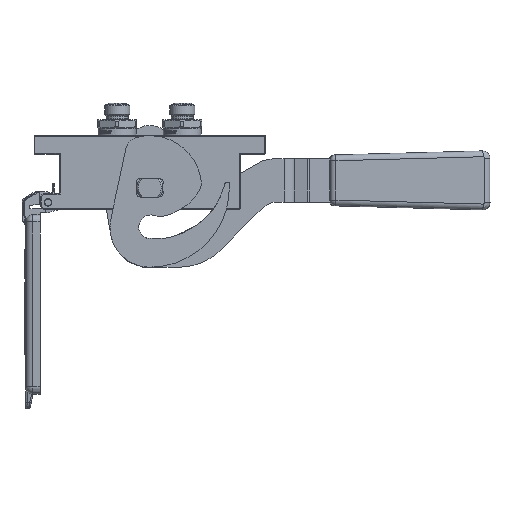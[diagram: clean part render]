
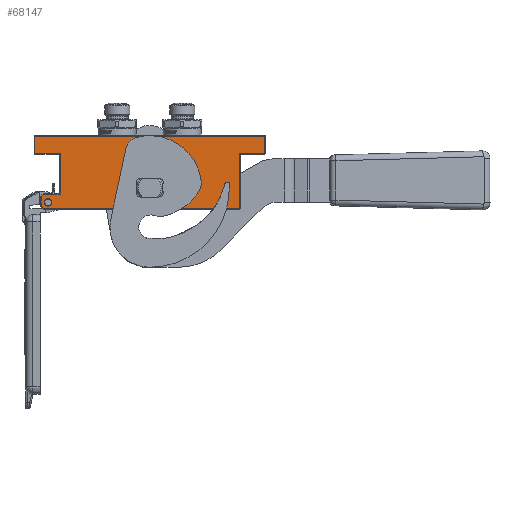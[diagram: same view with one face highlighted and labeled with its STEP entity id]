
A CAD part, front view. The second image highlights one B-rep face of the part: STEP entity #68147.
In plain terms, the highlighted planar face has unit normal (0, -1, 0).
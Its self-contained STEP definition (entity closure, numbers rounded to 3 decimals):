
#156 = LINE ( 'NONE', #56816, #85085 ) ;
#1194 = EDGE_CURVE ( 'NONE', #77250, #72684, #48853, .T. ) ;
#2192 = CARTESIAN_POINT ( 'NONE',  ( -75., 0., -42.207 ) ) ;
#4486 = VERTEX_POINT ( 'NONE', #2192 ) ;
#4683 = EDGE_LOOP ( 'NONE', ( #52942, #59127, #53647, #26322, #70956, #34528, #27649, #53022, #37790, #26329, #42671, #33261 ) ) ;
#5440 = EDGE_LOOP ( 'NONE', ( #64559, #16908 ) ) ;
#5690 = DIRECTION ( 'NONE',  ( 0., -1., 0. ) ) ;
#7109 = LINE ( 'NONE', #92003, #34835 ) ;
#7288 = DIRECTION ( 'NONE',  ( -1., 0., 0. ) ) ;
#8221 = VECTOR ( 'NONE', #95065, 1000. ) ;
#10936 = DIRECTION ( 'NONE',  ( 0., 0., 1. ) ) ;
#11344 = EDGE_CURVE ( 'NONE', #93937, #42808, #7109, .T. ) ;
#11363 = LINE ( 'NONE', #74317, #90477 ) ;
#12975 = DIRECTION ( 'NONE',  ( 0., 1., 0. ) ) ;
#15825 = CARTESIAN_POINT ( 'NONE',  ( -62., 0., -40.5 ) ) ;
#15862 = VERTEX_POINT ( 'NONE', #82531 ) ;
#16501 = EDGE_CURVE ( 'NONE', #15862, #27836, #11363, .T. ) ;
#16908 = ORIENTED_EDGE ( 'NONE', *, *, #29107, .T. ) ;
#16929 = CARTESIAN_POINT ( 'NONE',  ( -73.293, 0., -40.5 ) ) ;
#17337 = FACE_BOUND ( 'NONE', #86059, .T. ) ;
#17768 = DIRECTION ( 'NONE',  ( 0., 0., -1. ) ) ;
#17835 = DIRECTION ( 'NONE',  ( -1., 0., 0. ) ) ;
#19864 = EDGE_CURVE ( 'NONE', #69935, #80488, #25840, .T. ) ;
#20390 = VECTOR ( 'NONE', #21940, 1000. ) ;
#21940 = DIRECTION ( 'NONE',  ( 0., 0., 1. ) ) ;
#21983 = CARTESIAN_POINT ( 'NONE',  ( 79.5, 0., -12.5 ) ) ;
#22972 = CARTESIAN_POINT ( 'NONE',  ( -75., 0., -49.093 ) ) ;
#23321 = LINE ( 'NONE', #69309, #94354 ) ;
#23814 = CARTESIAN_POINT ( 'NONE',  ( -79.5, 0., -12.5 ) ) ;
#24220 = EDGE_CURVE ( 'NONE', #72684, #79265, #71753, .T. ) ;
#24255 = CARTESIAN_POINT ( 'NONE',  ( -70.3, 0., -46.3 ) ) ;
#24383 = LINE ( 'NONE', #50992, #81319 ) ;
#25084 = LINE ( 'NONE', #43067, #20390 ) ;
#25840 = CIRCLE ( 'NONE', #31692, 2.55 ) ;
#26322 = ORIENTED_EDGE ( 'NONE', *, *, #63480, .F. ) ;
#26329 = ORIENTED_EDGE ( 'NONE', *, *, #41924, .T. ) ;
#27148 = CARTESIAN_POINT ( 'NONE',  ( -70.3, 0., -46.3 ) ) ;
#27649 = ORIENTED_EDGE ( 'NONE', *, *, #56325, .T. ) ;
#27797 = AXIS2_PLACEMENT_3D ( 'NONE', #50341, #12975, #65967 ) ;
#27836 = VERTEX_POINT ( 'NONE', #22972 ) ;
#29107 = EDGE_CURVE ( 'NONE', #51652, #31524, #85171, .T. ) ;
#29851 = EDGE_CURVE ( 'NONE', #95646, #77250, #67544, .T. ) ;
#31524 = VERTEX_POINT ( 'NONE', #55759 ) ;
#31692 = AXIS2_PLACEMENT_3D ( 'NONE', #27148, #5690, #79194 ) ;
#33175 = DIRECTION ( 'NONE',  ( 1., 0., 0. ) ) ;
#33261 = ORIENTED_EDGE ( 'NONE', *, *, #1194, .T. ) ;
#34528 = ORIENTED_EDGE ( 'NONE', *, *, #16501, .F. ) ;
#34663 = DIRECTION ( 'NONE',  ( 0., 0., -1. ) ) ;
#34835 = VECTOR ( 'NONE', #17835, 1000. ) ;
#34962 = VECTOR ( 'NONE', #81735, 1000. ) ;
#35488 = CARTESIAN_POINT ( 'NONE',  ( -67.75, 0., -46.3 ) ) ;
#35978 = DIRECTION ( 'NONE',  ( 1., 0., 0. ) ) ;
#37790 = ORIENTED_EDGE ( 'NONE', *, *, #96169, .T. ) ;
#38843 = LINE ( 'NONE', #77917, #81954 ) ;
#41924 = EDGE_CURVE ( 'NONE', #90078, #95646, #25084, .T. ) ;
#42671 = ORIENTED_EDGE ( 'NONE', *, *, #29851, .T. ) ;
#42808 = VERTEX_POINT ( 'NONE', #16929 ) ;
#43067 = CARTESIAN_POINT ( 'NONE',  ( 79.5, 0., -12.5 ) ) ;
#43478 = CIRCLE ( 'NONE', #51785, 11.3 ) ;
#46559 = DIRECTION ( 'NONE',  ( 1., 0., 0. ) ) ;
#46608 = AXIS2_PLACEMENT_3D ( 'NONE', #69443, #61961, #77228 ) ;
#48853 = LINE ( 'NONE', #91947, #75632 ) ;
#49609 = DIRECTION ( 'NONE',  ( 0., 0., -1. ) ) ;
#50341 = CARTESIAN_POINT ( 'NONE',  ( 0., 0., 0. ) ) ;
#50992 = CARTESIAN_POINT ( 'NONE',  ( 62., 0., -12.5 ) ) ;
#51652 = VERTEX_POINT ( 'NONE', #72315 ) ;
#51785 = AXIS2_PLACEMENT_3D ( 'NONE', #77264, #55137, #10936 ) ;
#52942 = ORIENTED_EDGE ( 'NONE', *, *, #24220, .T. ) ;
#53022 = ORIENTED_EDGE ( 'NONE', *, *, #89700, .T. ) ;
#53647 = ORIENTED_EDGE ( 'NONE', *, *, #11344, .T. ) ;
#54826 = LINE ( 'NONE', #73953, #34962 ) ;
#55137 = DIRECTION ( 'NONE',  ( 0., 1., 0. ) ) ;
#55759 = CARTESIAN_POINT ( 'NONE',  ( 0., 0., -24.8 ) ) ;
#55768 = EDGE_CURVE ( 'NONE', #80488, #69935, #73383, .T. ) ;
#56325 = EDGE_CURVE ( 'NONE', #15862, #86538, #23321, .T. ) ;
#56794 = DIRECTION ( 'NONE',  ( 0., 0., 1. ) ) ;
#56816 = CARTESIAN_POINT ( 'NONE',  ( -62., 0., -12.5 ) ) ;
#59127 = ORIENTED_EDGE ( 'NONE', *, *, #73561, .T. ) ;
#61378 = EDGE_CURVE ( 'NONE', #31524, #51652, #43478, .T. ) ;
#61961 = DIRECTION ( 'NONE',  ( 0., 1., 0. ) ) ;
#62272 = CARTESIAN_POINT ( 'NONE',  ( 62., 0., -12.5 ) ) ;
#62545 = AXIS2_PLACEMENT_3D ( 'NONE', #24255, #66154, #7288 ) ;
#63480 = EDGE_CURVE ( 'NONE', #4486, #42808, #54826, .T. ) ;
#63550 = VECTOR ( 'NONE', #56794, 1000. ) ;
#63885 = FACE_OUTER_BOUND ( 'NONE', #4683, .T. ) ;
#64559 = ORIENTED_EDGE ( 'NONE', *, *, #61378, .T. ) ;
#65336 = CARTESIAN_POINT ( 'NONE',  ( -72.85, 0., -46.3 ) ) ;
#65967 = DIRECTION ( 'NONE',  ( 1., 0., 0. ) ) ;
#66154 = DIRECTION ( 'NONE',  ( 0., -1., 0. ) ) ;
#67544 = LINE ( 'NONE', #94761, #8221 ) ;
#68147 = ADVANCED_FACE ( 'NONE', ( #63885, #96455, #17337 ), #94931, .F. ) ;
#69309 = CARTESIAN_POINT ( 'NONE',  ( -73.293, 0., -50.8 ) ) ;
#69443 = CARTESIAN_POINT ( 'NONE',  ( 0., 0., -36.1 ) ) ;
#69935 = VERTEX_POINT ( 'NONE', #35488 ) ;
#70956 = ORIENTED_EDGE ( 'NONE', *, *, #83691, .T. ) ;
#71753 = LINE ( 'NONE', #85867, #93922 ) ;
#72221 = CARTESIAN_POINT ( 'NONE',  ( -62., 0., -12.5 ) ) ;
#72315 = CARTESIAN_POINT ( 'NONE',  ( 0., 0., -47.4 ) ) ;
#72684 = VERTEX_POINT ( 'NONE', #23814 ) ;
#73383 = CIRCLE ( 'NONE', #62545, 2.55 ) ;
#73561 = EDGE_CURVE ( 'NONE', #79265, #93937, #156, .T. ) ;
#73953 = CARTESIAN_POINT ( 'NONE',  ( -75., 0., -42.207 ) ) ;
#74317 = CARTESIAN_POINT ( 'NONE',  ( -73.293, 0., -50.8 ) ) ;
#74376 = CARTESIAN_POINT ( 'NONE',  ( -79.5, 0., -0.5 ) ) ;
#75632 = VECTOR ( 'NONE', #17768, 1000. ) ;
#77228 = DIRECTION ( 'NONE',  ( 0., 0., -1. ) ) ;
#77250 = VERTEX_POINT ( 'NONE', #74376 ) ;
#77264 = CARTESIAN_POINT ( 'NONE',  ( 0., 0., -36.1 ) ) ;
#77917 = CARTESIAN_POINT ( 'NONE',  ( -75., 0., -42.207 ) ) ;
#78905 = CARTESIAN_POINT ( 'NONE',  ( 62., 0., -50.8 ) ) ;
#79194 = DIRECTION ( 'NONE',  ( 1., 0., 0. ) ) ;
#79265 = VERTEX_POINT ( 'NONE', #72221 ) ;
#79413 = CARTESIAN_POINT ( 'NONE',  ( 62., 0., -50.8 ) ) ;
#80488 = VERTEX_POINT ( 'NONE', #65336 ) ;
#81319 = VECTOR ( 'NONE', #35978, 1000. ) ;
#81735 = DIRECTION ( 'NONE',  ( 0.707, 0., 0.707 ) ) ;
#81954 = VECTOR ( 'NONE', #49609, 1000. ) ;
#82531 = CARTESIAN_POINT ( 'NONE',  ( -73.293, 0., -50.8 ) ) ;
#83312 = LINE ( 'NONE', #78905, #63550 ) ;
#83691 = EDGE_CURVE ( 'NONE', #4486, #27836, #38843, .T. ) ;
#84100 = ORIENTED_EDGE ( 'NONE', *, *, #55768, .F. ) ;
#85085 = VECTOR ( 'NONE', #34663, 1000. ) ;
#85171 = CIRCLE ( 'NONE', #46608, 11.3 ) ;
#85867 = CARTESIAN_POINT ( 'NONE',  ( -79.5, 0., -12.5 ) ) ;
#86059 = EDGE_LOOP ( 'NONE', ( #84100, #90413 ) ) ;
#86538 = VERTEX_POINT ( 'NONE', #79413 ) ;
#89330 = VERTEX_POINT ( 'NONE', #62272 ) ;
#89700 = EDGE_CURVE ( 'NONE', #86538, #89330, #83312, .T. ) ;
#89927 = DIRECTION ( 'NONE',  ( -0.707, 0., 0.707 ) ) ;
#90078 = VERTEX_POINT ( 'NONE', #21983 ) ;
#90413 = ORIENTED_EDGE ( 'NONE', *, *, #19864, .F. ) ;
#90477 = VECTOR ( 'NONE', #89927, 1000. ) ;
#91947 = CARTESIAN_POINT ( 'NONE',  ( -79.5, 0., -0.5 ) ) ;
#92003 = CARTESIAN_POINT ( 'NONE',  ( -62., 0., -40.5 ) ) ;
#93922 = VECTOR ( 'NONE', #33175, 1000. ) ;
#93937 = VERTEX_POINT ( 'NONE', #15825 ) ;
#94354 = VECTOR ( 'NONE', #46559, 1000. ) ;
#94761 = CARTESIAN_POINT ( 'NONE',  ( 79.5, 0., -0.5 ) ) ;
#94931 = PLANE ( 'NONE',  #27797 ) ;
#95065 = DIRECTION ( 'NONE',  ( -1., 0., 0. ) ) ;
#95646 = VERTEX_POINT ( 'NONE', #95986 ) ;
#95986 = CARTESIAN_POINT ( 'NONE',  ( 79.5, 0., -0.5 ) ) ;
#96169 = EDGE_CURVE ( 'NONE', #89330, #90078, #24383, .T. ) ;
#96455 = FACE_BOUND ( 'NONE', #5440, .T. ) ;
